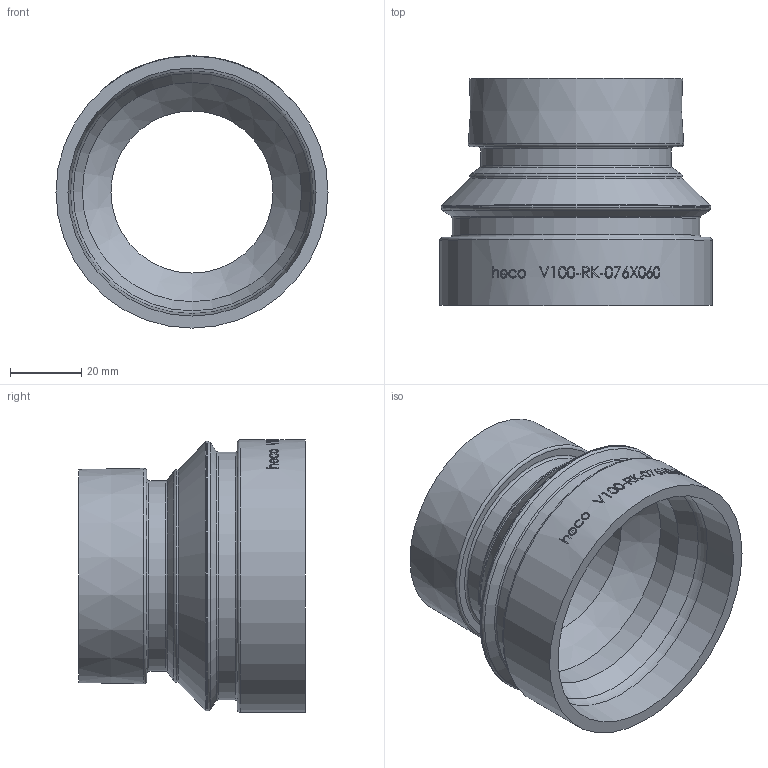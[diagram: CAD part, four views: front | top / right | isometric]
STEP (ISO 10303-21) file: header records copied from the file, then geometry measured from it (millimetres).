
FILE_DESCRIPTION (( 'STEP AP214' ), '1' );
FILE_NAME ('V100-RK-076X060-x Typ E495 DN65x50 212x200 Ø76,1x60,3 1812.STEP', '2018-12-18T09:30:36', ( '' ), ( '' ), 'SwSTEP 2.0', 'SolidWorks 2016', '' );
FILE_SCHEMA (( 'AUTOMOTIVE_DESIGN' ));
Length unit declared in the file: inch
Products named in the file (1): V100-RK-076X060-x Typ E495 DN65x50 212x200 Ø76,1x60,3 1812
Bounding box: 76.17 x 63.5 x 76.2 mm (x, y, z)
Volume: 64901.3 mm3; surface area: 29044.1 mm2
Topology: 1 solids, 1 shells, 242 faces, 611 edges, 402 vertices
Faces by surface type: bspline 135, plane 52, cylinder 36, torus 10, cone 9
Full cylindrical faces by diameter (mm): 45.364 x1, 53.34 x1, 59.563 x1, 61.366 x1, 69.342 x1, 75.438 x1, 76.173 x1
Entity records: 27004 total; most frequent: CARTESIAN_POINT 19812, ORIENTED_EDGE 1158, EDGE_CURVE 579, DIRECTION 461, B_SPLINE_CURVE_WITH_KNOTS 424, VERTEX_POINT 396, EDGE_LOOP 301, FACE_OUTER_BOUND 259
